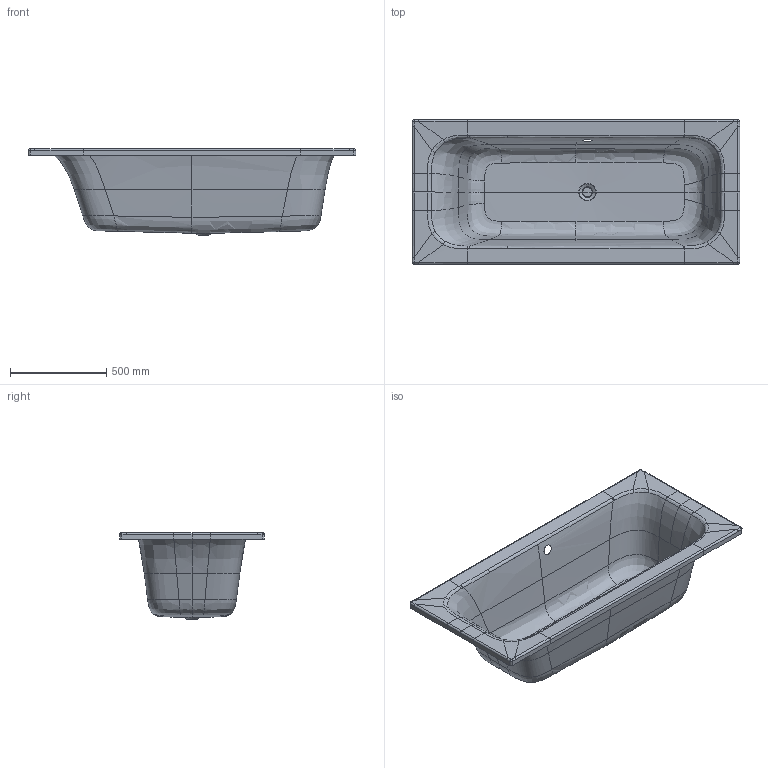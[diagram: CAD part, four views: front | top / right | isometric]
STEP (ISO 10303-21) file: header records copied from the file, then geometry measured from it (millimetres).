
FILE_DESCRIPTION((''),'2;1');
FILE_NAME('UBA_170_LFS_2V','2021-07-15T13:30:34',('grootj'),('Villeroy & Boch Wellness bv'),'CREO PARAMETRIC BY PTC INC, 2020454','CREO PARAMETRIC BY PTC INC, 2020454','');
FILE_SCHEMA(('CONFIG_CONTROL_DESIGN'));
Length unit declared in the file: millimetre
Products named in the file (1): UBA_170_LFS_2V
Bounding box: 1700.02 x 750 x 450.2 mm (x, y, z)
Surface area: 2529464.4 mm2 (no closed solid volume)
Topology: 0 solids, 1 shells, 131 faces, 307 edges, 175 vertices
Faces by surface type: bspline 77, plane 22, cylinder 16, extrusion 12, cone 4
Entity records: 10202 total; most frequent: CARTESIAN_POINT 7917, ORIENTED_EDGE 574, EDGE_CURVE 307, B_SPLINE_CURVE_WITH_KNOTS 226, DIRECTION 207, VERTEX_POINT 175, EDGE_LOOP 132, FACE_OUTER_BOUND 131
